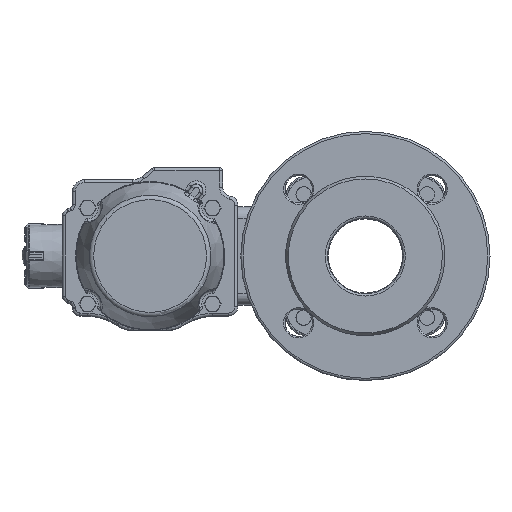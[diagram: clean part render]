
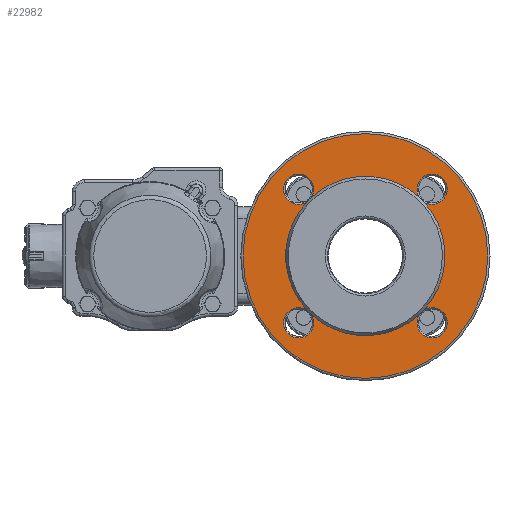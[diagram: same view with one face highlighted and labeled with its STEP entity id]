
A CAD part, left-side view. The second image highlights one B-rep face of the part: STEP entity #22982.
In plain terms, the highlighted planar face has unit normal (-1, 0, 0).
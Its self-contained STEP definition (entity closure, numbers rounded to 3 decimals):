
#886=PLANE('',#24890);
#6460=ORIENTED_EDGE('',*,*,#12750,.F.);
#6461=ORIENTED_EDGE('',*,*,#12751,.T.);
#6462=ORIENTED_EDGE('',*,*,#12752,.F.);
#6463=ORIENTED_EDGE('',*,*,#12753,.T.);
#6464=ORIENTED_EDGE('',*,*,#12754,.F.);
#6465=ORIENTED_EDGE('',*,*,#12755,.T.);
#6466=ORIENTED_EDGE('',*,*,#12756,.F.);
#6467=ORIENTED_EDGE('',*,*,#12757,.T.);
#6468=ORIENTED_EDGE('',*,*,#12758,.T.);
#12750=EDGE_CURVE('',#15887,#15888,#17781,.T.);
#12751=EDGE_CURVE('',#15887,#15889,#17782,.T.);
#12752=EDGE_CURVE('',#15890,#15889,#17783,.T.);
#12753=EDGE_CURVE('',#15890,#15891,#17784,.T.);
#12754=EDGE_CURVE('',#15892,#15891,#17785,.T.);
#12755=EDGE_CURVE('',#15892,#15893,#17786,.T.);
#12756=EDGE_CURVE('',#15894,#15893,#17787,.T.);
#12757=EDGE_CURVE('',#15894,#15888,#17788,.T.);
#12758=EDGE_CURVE('',#15895,#15895,#17789,.T.);
#15887=VERTEX_POINT('',#38179);
#15888=VERTEX_POINT('',#38180);
#15889=VERTEX_POINT('',#38182);
#15890=VERTEX_POINT('',#38184);
#15891=VERTEX_POINT('',#38186);
#15892=VERTEX_POINT('',#38188);
#15893=VERTEX_POINT('',#38190);
#15894=VERTEX_POINT('',#38192);
#15895=VERTEX_POINT('',#38195);
#17781=CIRCLE('',#24891,52.732);
#17782=CIRCLE('',#24892,10.);
#17783=CIRCLE('',#24893,52.732);
#17784=CIRCLE('',#24894,10.);
#17785=CIRCLE('',#24895,52.732);
#17786=CIRCLE('',#24896,10.);
#17787=CIRCLE('',#24897,52.732);
#17788=CIRCLE('',#24898,10.);
#17789=CIRCLE('',#24899,81.);
#19024=EDGE_LOOP('',(#6460,#6461,#6462,#6463,#6464,#6465,#6466,#6467));
#19025=EDGE_LOOP('',(#6468));
#20826=FACE_BOUND('',#19024,.T.);
#20827=FACE_BOUND('',#19025,.T.);
#22982=ADVANCED_FACE('',(#20826,#20827),#886,.T.);
#24890=AXIS2_PLACEMENT_3D('',#38177,#28127,#28128);
#24891=AXIS2_PLACEMENT_3D('',#38178,#28129,#28130);
#24892=AXIS2_PLACEMENT_3D('',#38181,#28131,#28132);
#24893=AXIS2_PLACEMENT_3D('',#38183,#28133,#28134);
#24894=AXIS2_PLACEMENT_3D('',#38185,#28135,#28136);
#24895=AXIS2_PLACEMENT_3D('',#38187,#28137,#28138);
#24896=AXIS2_PLACEMENT_3D('',#38189,#28139,#28140);
#24897=AXIS2_PLACEMENT_3D('',#38191,#28141,#28142);
#24898=AXIS2_PLACEMENT_3D('',#38193,#28143,#28144);
#24899=AXIS2_PLACEMENT_3D('',#38194,#28145,#28146);
#28127=DIRECTION('',(-1.,0.,0.));
#28128=DIRECTION('',(0.,0.,1.));
#28129=DIRECTION('',(-1.,0.,0.));
#28130=DIRECTION('',(0.,0.,1.));
#28131=DIRECTION('',(1.,0.,0.));
#28132=DIRECTION('',(0.,0.,1.));
#28133=DIRECTION('',(-1.,0.,0.));
#28134=DIRECTION('',(0.,0.,1.));
#28135=DIRECTION('',(1.,0.,0.));
#28136=DIRECTION('',(0.,0.,1.));
#28137=DIRECTION('',(-1.,0.,0.));
#28138=DIRECTION('',(0.,0.,1.));
#28139=DIRECTION('',(1.,0.,0.));
#28140=DIRECTION('',(0.,0.,1.));
#28141=DIRECTION('',(-1.,0.,0.));
#28142=DIRECTION('',(0.,0.,1.));
#28143=DIRECTION('',(1.,0.,0.));
#28144=DIRECTION('',(0.,0.,1.));
#28145=DIRECTION('',(-1.,0.,0.));
#28146=DIRECTION('',(0.,0.,1.));
#38177=CARTESIAN_POINT('',(-60.,-52.732,0.));
#38178=CARTESIAN_POINT('',(-60.,0.,0.));
#38179=CARTESIAN_POINT('',(-60.,-35.87,38.652));
#38180=CARTESIAN_POINT('',(-60.,35.87,38.652));
#38181=CARTESIAN_POINT('',(-60.,-44.194,44.194));
#38182=CARTESIAN_POINT('',(-60.,-38.652,35.87));
#38183=CARTESIAN_POINT('',(-60.,0.,0.));
#38184=CARTESIAN_POINT('',(-60.,-38.652,-35.87));
#38185=CARTESIAN_POINT('',(-60.,-44.194,-44.194));
#38186=CARTESIAN_POINT('',(-60.,-35.87,-38.652));
#38187=CARTESIAN_POINT('',(-60.,0.,0.));
#38188=CARTESIAN_POINT('',(-60.,35.87,-38.652));
#38189=CARTESIAN_POINT('',(-60.,44.194,-44.194));
#38190=CARTESIAN_POINT('',(-60.,38.652,-35.87));
#38191=CARTESIAN_POINT('',(-60.,0.,0.));
#38192=CARTESIAN_POINT('',(-60.,38.652,35.87));
#38193=CARTESIAN_POINT('',(-60.,44.194,44.194));
#38194=CARTESIAN_POINT('',(-60.,0.,0.));
#38195=CARTESIAN_POINT('',(-60.,0.,81.));
